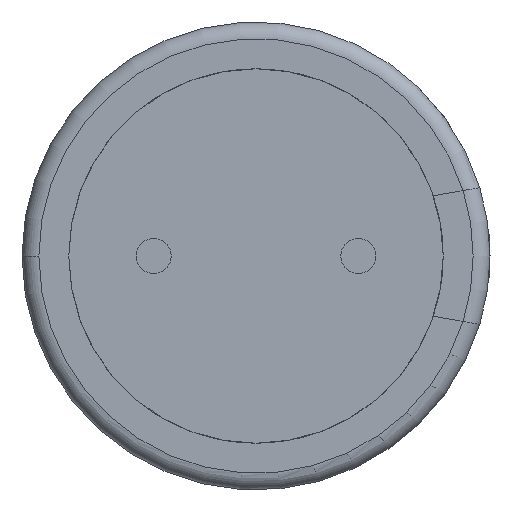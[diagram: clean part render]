
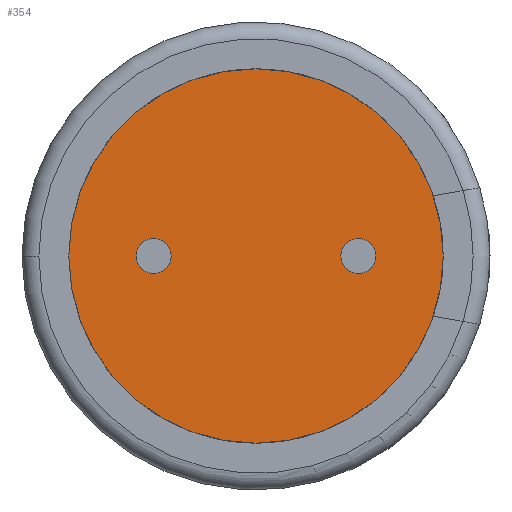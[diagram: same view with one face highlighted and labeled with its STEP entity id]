
A CAD part, front view. The second image highlights one B-rep face of the part: STEP entity #354.
In plain terms, the highlighted planar face has unit normal (0, -1, 0).
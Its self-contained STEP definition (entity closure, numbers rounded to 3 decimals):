
#29 = CARTESIAN_POINT ( 'NONE',  ( 1.75, 0., 0. ) ) ;
#55 = VERTEX_POINT ( 'NONE', #882 ) ;
#140 = FACE_BOUND ( 'NONE', #1674, .T. ) ;
#220 = EDGE_CURVE ( 'NONE', #55, #710, #1389, .T. ) ;
#318 = EDGE_CURVE ( 'NONE', #1903, #1143, #545, .T. ) ;
#326 = CARTESIAN_POINT ( 'NONE',  ( -1.75, 0., 0.3 ) ) ;
#345 = CARTESIAN_POINT ( 'NONE',  ( -1.75, 0., 0. ) ) ;
#354 = ADVANCED_FACE ( 'NONE', ( #140, #1827, #1873 ), #1461, .F. ) ;
#389 = EDGE_CURVE ( 'NONE', #1249, #529, #1156, .T. ) ;
#390 = CARTESIAN_POINT ( 'NONE',  ( 0., 0., 0. ) ) ;
#408 = AXIS2_PLACEMENT_3D ( 'NONE', #824, #1451, #1794 ) ;
#452 = EDGE_CURVE ( 'NONE', #1143, #1903, #1924, .T. ) ;
#464 = ORIENTED_EDGE ( 'NONE', *, *, #452, .F. ) ;
#492 = CIRCLE ( 'NONE', #1142, 3.2 ) ;
#528 = DIRECTION ( 'NONE',  ( 0., -1., 0. ) ) ;
#529 = VERTEX_POINT ( 'NONE', #1053 ) ;
#535 = ORIENTED_EDGE ( 'NONE', *, *, #1000, .F. ) ;
#545 = CIRCLE ( 'NONE', #846, 0.3 ) ;
#555 = CARTESIAN_POINT ( 'NONE',  ( 0., 0., 0. ) ) ;
#579 = ORIENTED_EDGE ( 'NONE', *, *, #220, .F. ) ;
#587 = EDGE_LOOP ( 'NONE', ( #1393, #2004 ) ) ;
#605 = AXIS2_PLACEMENT_3D ( 'NONE', #913, #899, #1853 ) ;
#655 = EDGE_CURVE ( 'NONE', #529, #1249, #988, .T. ) ;
#710 = VERTEX_POINT ( 'NONE', #1269 ) ;
#714 = DIRECTION ( 'NONE',  ( 0., 1., 0. ) ) ;
#718 = AXIS2_PLACEMENT_3D ( 'NONE', #29, #797, #1418 ) ;
#726 = CARTESIAN_POINT ( 'NONE',  ( 1.75, 0., 0. ) ) ;
#752 = AXIS2_PLACEMENT_3D ( 'NONE', #726, #1034, #1020 ) ;
#797 = DIRECTION ( 'NONE',  ( 0., -1., 0. ) ) ;
#824 = CARTESIAN_POINT ( 'NONE',  ( 0., 0., 0. ) ) ;
#846 = AXIS2_PLACEMENT_3D ( 'NONE', #345, #528, #1299 ) ;
#882 = CARTESIAN_POINT ( 'NONE',  ( 3.2, 0., 0. ) ) ;
#899 = DIRECTION ( 'NONE',  ( 0., -1., 0. ) ) ;
#913 = CARTESIAN_POINT ( 'NONE',  ( -1.75, 0., 0. ) ) ;
#988 = CIRCLE ( 'NONE', #718, 0.3 ) ;
#1000 = EDGE_CURVE ( 'NONE', #710, #55, #492, .T. ) ;
#1020 = DIRECTION ( 'NONE',  ( -1., 0., 0. ) ) ;
#1034 = DIRECTION ( 'NONE',  ( 0., -1., 0. ) ) ;
#1053 = CARTESIAN_POINT ( 'NONE',  ( 1.75, 0., 0.3 ) ) ;
#1068 = EDGE_LOOP ( 'NONE', ( #535, #579 ) ) ;
#1085 = CARTESIAN_POINT ( 'NONE',  ( -1.75, 0., -0.3 ) ) ;
#1142 = AXIS2_PLACEMENT_3D ( 'NONE', #555, #714, #2009 ) ;
#1143 = VERTEX_POINT ( 'NONE', #1085 ) ;
#1156 = CIRCLE ( 'NONE', #752, 0.3 ) ;
#1249 = VERTEX_POINT ( 'NONE', #1935 ) ;
#1269 = CARTESIAN_POINT ( 'NONE',  ( -3.2, 0., 0. ) ) ;
#1299 = DIRECTION ( 'NONE',  ( -1., 0., 0. ) ) ;
#1389 = CIRCLE ( 'NONE', #408, 3.2 ) ;
#1393 = ORIENTED_EDGE ( 'NONE', *, *, #655, .F. ) ;
#1418 = DIRECTION ( 'NONE',  ( -1., 0., 0. ) ) ;
#1451 = DIRECTION ( 'NONE',  ( 0., 1., 0. ) ) ;
#1461 = PLANE ( 'NONE',  #1922 ) ;
#1557 = ORIENTED_EDGE ( 'NONE', *, *, #318, .F. ) ;
#1674 = EDGE_LOOP ( 'NONE', ( #1557, #464 ) ) ;
#1794 = DIRECTION ( 'NONE',  ( -1., 0., 0. ) ) ;
#1827 = FACE_BOUND ( 'NONE', #587, .T. ) ;
#1853 = DIRECTION ( 'NONE',  ( -1., 0., 0. ) ) ;
#1873 = FACE_OUTER_BOUND ( 'NONE', #1068, .T. ) ;
#1903 = VERTEX_POINT ( 'NONE', #326 ) ;
#1922 = AXIS2_PLACEMENT_3D ( 'NONE', #390, #1970, #1975 ) ;
#1924 = CIRCLE ( 'NONE', #605, 0.3 ) ;
#1935 = CARTESIAN_POINT ( 'NONE',  ( 1.75, 0., -0.3 ) ) ;
#1970 = DIRECTION ( 'NONE',  ( 0., 1., 0. ) ) ;
#1975 = DIRECTION ( 'NONE',  ( -1., 0., 0. ) ) ;
#2004 = ORIENTED_EDGE ( 'NONE', *, *, #389, .F. ) ;
#2009 = DIRECTION ( 'NONE',  ( -1., 0., 0. ) ) ;
